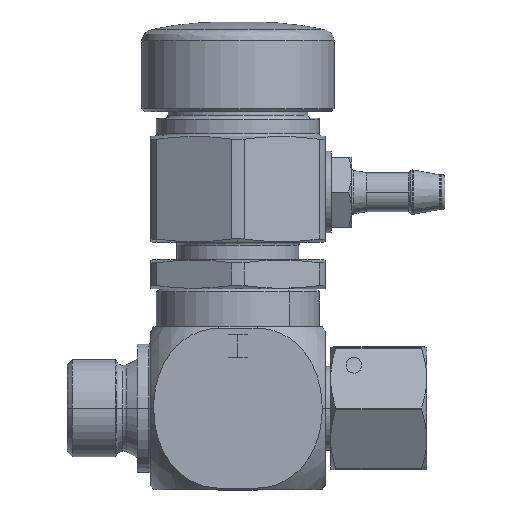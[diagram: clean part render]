
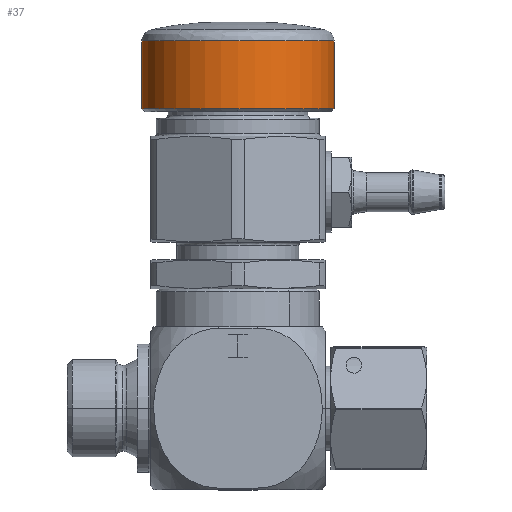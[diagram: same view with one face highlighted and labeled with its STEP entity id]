
A CAD part, top view. The second image highlights one B-rep face of the part: STEP entity #37.
In plain terms, the highlighted cylindrical face has radius 16.5 mm (diameter 33 mm), a partial arc.
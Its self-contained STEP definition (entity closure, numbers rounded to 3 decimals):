
#37 = ADVANCED_FACE ( 'NONE', ( #8750 ), #8751, .T. ) ;
#201 = EDGE_LOOP ( 'NONE', ( #13460, #13461, #13426, #13458, #13457 ) ) ;
#2373 = DIRECTION ( 'NONE',  ( 0., 1., 0. ) ) ;
#2537 = CARTESIAN_POINT ( 'NONE',  ( 29.3, 51.4, 0. ) ) ;
#2561 = DIRECTION ( 'NONE',  ( 1., 0., 0. ) ) ;
#3805 = LINE ( 'NONE', #6687, #3807 ) ;
#3807 = VECTOR ( 'NONE', #6686, 1000. ) ;
#4414 = EDGE_CURVE ( 'NONE', #9681, #9697, #11241, .T. ) ;
#4528 = AXIS2_PLACEMENT_3D ( 'NONE', #9941, #9890, #10247 ) ;
#5171 = EDGE_CURVE ( 'NONE', #10337, #10306, #3805, .T. ) ;
#5246 = EDGE_CURVE ( 'NONE', #9697, #10337, #9007, .T. ) ;
#5384 = EDGE_CURVE ( 'NONE', #9681, #10476, #9144, .T. ) ;
#5545 = EDGE_CURVE ( 'NONE', #10306, #10476, #7351, .T. ) ;
#5970 = CARTESIAN_POINT ( 'NONE',  ( 12.8, 66.3, 0. ) ) ;
#5972 = DIRECTION ( 'NONE',  ( 0., 1., 0. ) ) ;
#6686 = DIRECTION ( 'NONE',  ( 0., 1., 0. ) ) ;
#6687 = CARTESIAN_POINT ( 'NONE',  ( 45.8, 66.3, 0. ) ) ;
#7351 = CIRCLE ( 'NONE', #11418, 16.5 ) ;
#7735 = DIRECTION ( 'NONE',  ( 1., 0., 0. ) ) ;
#7737 = CARTESIAN_POINT ( 'NONE',  ( 29.3, 51.4, 0. ) ) ;
#7738 = DIRECTION ( 'NONE',  ( 0., 1., 0. ) ) ;
#8216 = CARTESIAN_POINT ( 'NONE',  ( 12.8, 63.045, 0. ) ) ;
#8507 = CARTESIAN_POINT ( 'NONE',  ( 45.8, 51.4, 0. ) ) ;
#8518 = CARTESIAN_POINT ( 'NONE',  ( 45.8, 63.045, 0. ) ) ;
#8750 = FACE_OUTER_BOUND ( 'NONE', #201, .T. ) ;
#8751 = CYLINDRICAL_SURFACE ( 'NONE', #4528, 16.5 ) ;
#9007 = CIRCLE ( 'NONE', #13199, 16.5 ) ;
#9144 = LINE ( 'NONE', #5970, #9146 ) ;
#9146 = VECTOR ( 'NONE', #5972, 1000. ) ;
#9681 = VERTEX_POINT ( 'NONE', #14337 ) ;
#9697 = VERTEX_POINT ( 'NONE', #14000 ) ;
#9890 = DIRECTION ( 'NONE',  ( 0., 1., 0. ) ) ;
#9941 = CARTESIAN_POINT ( 'NONE',  ( 29.3, 66.3, 0. ) ) ;
#10247 = DIRECTION ( 'NONE',  ( 1., 0., 0. ) ) ;
#10306 = VERTEX_POINT ( 'NONE', #8518 ) ;
#10337 = VERTEX_POINT ( 'NONE', #8507 ) ;
#10476 = VERTEX_POINT ( 'NONE', #8216 ) ;
#11241 = CIRCLE ( 'NONE', #13166, 16.5 ) ;
#11418 = AXIS2_PLACEMENT_3D ( 'NONE', #14227, #14241, #14248 ) ;
#13166 = AXIS2_PLACEMENT_3D ( 'NONE', #2537, #2373, #2561 ) ;
#13199 = AXIS2_PLACEMENT_3D ( 'NONE', #7737, #7738, #7735 ) ;
#13426 = ORIENTED_EDGE ( 'NONE', *, *, #5246, .T. ) ;
#13457 = ORIENTED_EDGE ( 'NONE', *, *, #5545, .T. ) ;
#13458 = ORIENTED_EDGE ( 'NONE', *, *, #5171, .T. ) ;
#13460 = ORIENTED_EDGE ( 'NONE', *, *, #5384, .F. ) ;
#13461 = ORIENTED_EDGE ( 'NONE', *, *, #4414, .T. ) ;
#14000 = CARTESIAN_POINT ( 'NONE',  ( 29.3, 51.4, 16.5 ) ) ;
#14227 = CARTESIAN_POINT ( 'NONE',  ( 29.3, 63.045, 0. ) ) ;
#14241 = DIRECTION ( 'NONE',  ( 0., -1., 0. ) ) ;
#14248 = DIRECTION ( 'NONE',  ( 1., 0., 0. ) ) ;
#14337 = CARTESIAN_POINT ( 'NONE',  ( 12.8, 51.4, 0. ) ) ;
